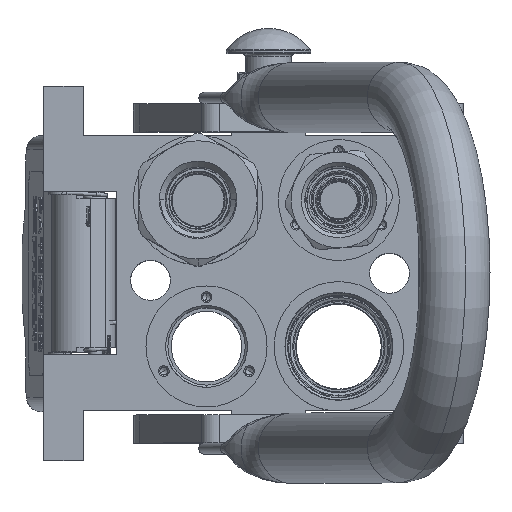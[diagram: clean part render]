
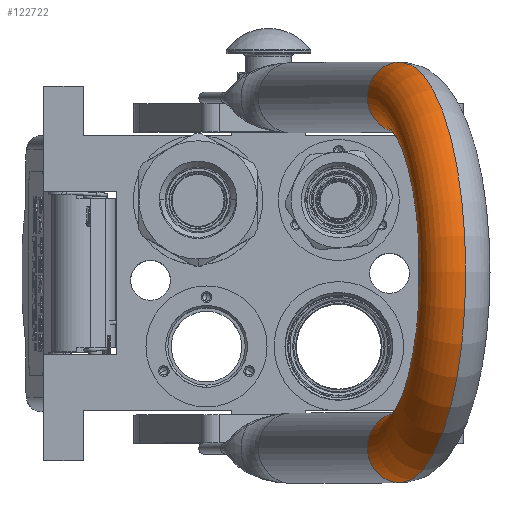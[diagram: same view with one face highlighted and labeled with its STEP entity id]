
A CAD part, top view. The second image highlights one B-rep face of the part: STEP entity #122722.
In plain terms, the highlighted toroidal (fillet/blend) face has major radius 62.25 mm and minor radius 12.5 mm.
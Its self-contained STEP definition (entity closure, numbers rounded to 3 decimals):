
#8971 = CARTESIAN_POINT ( 'NONE',  ( 62.25, 0., 125.25 ) ) ;
#9976 = DIRECTION ( 'NONE',  ( -1., 0., 0. ) ) ;
#13222 = DIRECTION ( 'NONE',  ( 0., 1., 0. ) ) ;
#15724 = DIRECTION ( 'NONE',  ( -1., 0., 0. ) ) ;
#15908 = TOROIDAL_SURFACE ( 'NONE', #126364, 62.25, 12.5 ) ;
#17173 = CIRCLE ( 'NONE', #138953, 12.5 ) ;
#23172 = ORIENTED_EDGE ( 'NONE', *, *, #28550, .F. ) ;
#28550 = EDGE_CURVE ( 'NONE', #128313, #43546, #29612, .T. ) ;
#29612 = CIRCLE ( 'NONE', #82428, 74.75 ) ;
#32090 = CARTESIAN_POINT ( 'NONE',  ( 0., 0., 125.25 ) ) ;
#34886 = CARTESIAN_POINT ( 'NONE',  ( 0., 0., 125.25 ) ) ;
#41564 = CIRCLE ( 'NONE', #137030, 49.75 ) ;
#43068 = DIRECTION ( 'NONE',  ( 0., 0., -1. ) ) ;
#43546 = VERTEX_POINT ( 'NONE', #82981 ) ;
#44523 = DIRECTION ( 'NONE',  ( 0., 1., 0. ) ) ;
#49327 = CARTESIAN_POINT ( 'NONE',  ( -62.25, 0., 125.25 ) ) ;
#66245 = EDGE_CURVE ( 'NONE', #128313, #89392, #17173, .T. ) ;
#68522 = DIRECTION ( 'NONE',  ( -1., 0., 0. ) ) ;
#72892 = EDGE_LOOP ( 'NONE', ( #141319, #100906, #23172, #135073 ) ) ;
#74379 = FACE_OUTER_BOUND ( 'NONE', #72892, .T. ) ;
#76543 = CARTESIAN_POINT ( 'NONE',  ( -74.75, 0., 125.25 ) ) ;
#82001 = DIRECTION ( 'NONE',  ( 0., 0., 1. ) ) ;
#82428 = AXIS2_PLACEMENT_3D ( 'NONE', #32090, #44523, #9976 ) ;
#82981 = CARTESIAN_POINT ( 'NONE',  ( 74.75, 0., 125.25 ) ) ;
#85486 = EDGE_CURVE ( 'NONE', #89392, #135677, #41564, .T. ) ;
#89392 = VERTEX_POINT ( 'NONE', #108853 ) ;
#96672 = AXIS2_PLACEMENT_3D ( 'NONE', #8971, #43068, #130979 ) ;
#96722 = CARTESIAN_POINT ( 'NONE',  ( 0., 0., 125.25 ) ) ;
#100906 = ORIENTED_EDGE ( 'NONE', *, *, #131162, .F. ) ;
#106855 = DIRECTION ( 'NONE',  ( 1., 0., 0. ) ) ;
#108853 = CARTESIAN_POINT ( 'NONE',  ( -49.75, 0., 125.25 ) ) ;
#116989 = DIRECTION ( 'NONE',  ( 0., 1., 0. ) ) ;
#122722 = ADVANCED_FACE ( 'NONE', ( #74379 ), #15908, .T. ) ;
#126364 = AXIS2_PLACEMENT_3D ( 'NONE', #96722, #116989, #106855 ) ;
#128313 = VERTEX_POINT ( 'NONE', #76543 ) ;
#128631 = CARTESIAN_POINT ( 'NONE',  ( 49.75, 0., 125.25 ) ) ;
#129022 = CIRCLE ( 'NONE', #96672, 12.5 ) ;
#130979 = DIRECTION ( 'NONE',  ( 1., 0., 0. ) ) ;
#131162 = EDGE_CURVE ( 'NONE', #43546, #135677, #129022, .T. ) ;
#135073 = ORIENTED_EDGE ( 'NONE', *, *, #66245, .T. ) ;
#135677 = VERTEX_POINT ( 'NONE', #128631 ) ;
#137030 = AXIS2_PLACEMENT_3D ( 'NONE', #34886, #13222, #68522 ) ;
#138953 = AXIS2_PLACEMENT_3D ( 'NONE', #49327, #82001, #15724 ) ;
#141319 = ORIENTED_EDGE ( 'NONE', *, *, #85486, .T. ) ;
